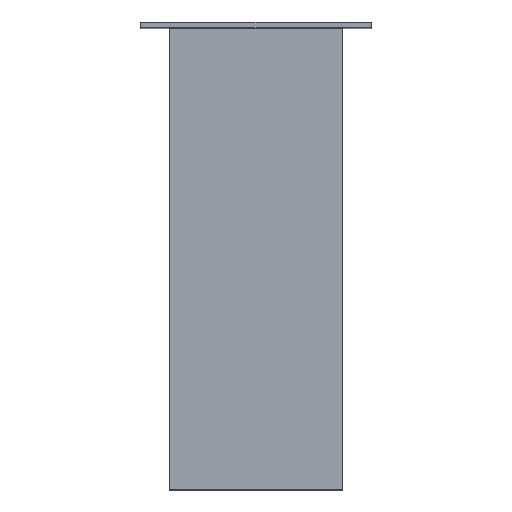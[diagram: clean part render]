
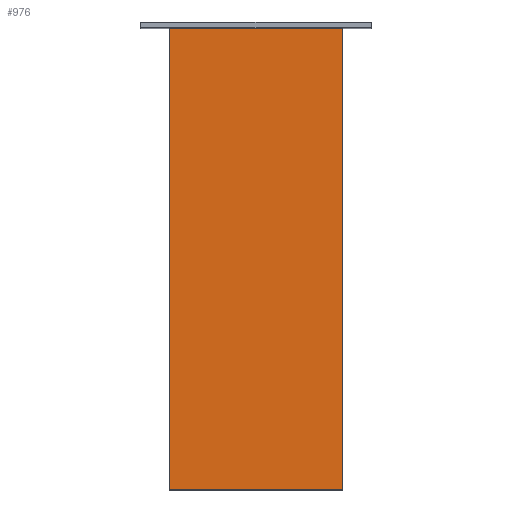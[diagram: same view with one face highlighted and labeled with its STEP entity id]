
A CAD part, top view. The second image highlights one B-rep face of the part: STEP entity #976.
In plain terms, the highlighted planar face has unit normal (0, 0, 1).
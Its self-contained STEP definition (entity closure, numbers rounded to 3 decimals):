
#154=FACE_OUTER_BOUND('',#212,.T.);
#212=EDGE_LOOP('',(#890,#891,#892,#893));
#295=LINE('',#1571,#395);
#306=LINE('',#1596,#406);
#310=LINE('',#1603,#410);
#313=LINE('',#1607,#413);
#395=VECTOR('',#1287,10.);
#406=VECTOR('',#1314,10.);
#410=VECTOR('',#1320,10.);
#413=VECTOR('',#1325,10.);
#491=VERTEX_POINT('',#1565);
#493=VERTEX_POINT('',#1569);
#498=VERTEX_POINT('',#1594);
#499=VERTEX_POINT('',#1595);
#615=EDGE_CURVE('',#491,#493,#295,.T.);
#626=EDGE_CURVE('',#498,#499,#306,.T.);
#630=EDGE_CURVE('',#499,#491,#310,.T.);
#633=EDGE_CURVE('',#493,#498,#313,.T.);
#890=ORIENTED_EDGE('',*,*,#633,.T.);
#891=ORIENTED_EDGE('',*,*,#626,.T.);
#892=ORIENTED_EDGE('',*,*,#630,.T.);
#893=ORIENTED_EDGE('',*,*,#615,.T.);
#928=PLANE('',#1059);
#976=ADVANCED_FACE('',(#154),#928,.T.);
#1059=AXIS2_PLACEMENT_3D('',#1608,#1326,#1327);
#1287=DIRECTION('',(-1.,0.,0.));
#1314=DIRECTION('',(1.,0.,0.));
#1320=DIRECTION('',(0.,1.,0.));
#1325=DIRECTION('',(0.,-1.,0.));
#1326=DIRECTION('center_axis',(0.,0.,1.));
#1327=DIRECTION('ref_axis',(1.,0.,0.));
#1565=CARTESIAN_POINT('',(60.,160.,-10.));
#1569=CARTESIAN_POINT('',(0.,160.,-10.));
#1571=CARTESIAN_POINT('',(60.,160.,-10.));
#1594=CARTESIAN_POINT('',(0.,0.,-10.));
#1595=CARTESIAN_POINT('',(60.,0.,-10.));
#1596=CARTESIAN_POINT('',(0.,0.,-10.));
#1603=CARTESIAN_POINT('',(60.,0.,-10.));
#1607=CARTESIAN_POINT('',(0.,150.,-10.));
#1608=CARTESIAN_POINT('Origin',(30.,75.,-10.));
